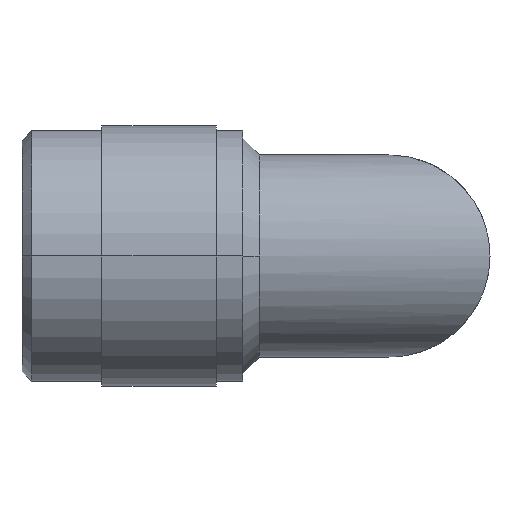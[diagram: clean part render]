
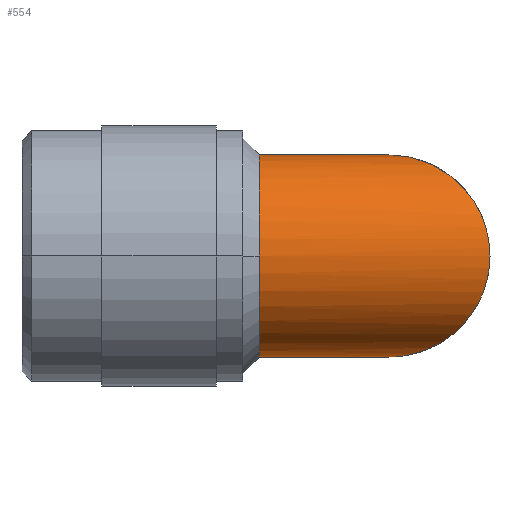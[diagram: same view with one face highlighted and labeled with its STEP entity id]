
A CAD part, front view. The second image highlights one B-rep face of the part: STEP entity #554.
In plain terms, the highlighted cylindrical face has radius 7.772 mm (diameter 15.545 mm), a partial arc.
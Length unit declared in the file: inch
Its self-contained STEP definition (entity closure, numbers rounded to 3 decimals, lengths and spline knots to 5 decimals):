
#56 = CARTESIAN_POINT ( 'NONE',  ( 0., -0.95345, 0.306 ) ) ;
#87 = CIRCLE ( 'NONE', #3654, 0.306 ) ;
#112 = CARTESIAN_POINT ( 'NONE',  ( -0.393, -1.25945, 0. ) ) ;
#197 = DIRECTION ( 'NONE',  ( -1., 0., 0. ) ) ;
#217 = CARTESIAN_POINT ( 'NONE',  ( 0., -0.95345, 0.306 ) ) ;
#267 = CARTESIAN_POINT ( 'NONE',  ( -0.393, -0.95345, 0. ) ) ;
#286 = CARTESIAN_POINT ( 'NONE',  ( 0., -0.95345, -0.306 ) ) ;
#463 = DIRECTION ( 'NONE',  ( -1., 0., 0. ) ) ;
#539 =( BOUNDED_CURVE ( )  B_SPLINE_CURVE ( 3, ( #1899, #1110, #1163, #3627 ),
 .UNSPECIFIED., .F., .T. ) 
 B_SPLINE_CURVE_WITH_KNOTS ( ( 4, 4 ),
 ( 3.14159, 4.71239 ),
 .UNSPECIFIED. ) 
 CURVE ( )  GEOMETRIC_REPRESENTATION_ITEM ( )  RATIONAL_B_SPLINE_CURVE ( ( 1., 0.805, 0.805, 1. ) ) 
 REPRESENTATION_ITEM ( '' )  );
#541 = CARTESIAN_POINT ( 'NONE',  ( 0., -0.95345, 0. ) ) ;
#554 = ADVANCED_FACE ( 'NONE', ( #4315 ), #5156, .T. ) ;
#566 = DIRECTION ( 'NONE',  ( -1., 0., 0. ) ) ;
#620 = VERTEX_POINT ( 'NONE', #1404 ) ;
#722 = EDGE_CURVE ( 'NONE', #5115, #620, #4415, .T. ) ;
#939 = ORIENTED_EDGE ( 'NONE', *, *, #1094, .F. ) ;
#1004 = DIRECTION ( 'NONE',  ( -1., 0., 0. ) ) ;
#1032 = CIRCLE ( 'NONE', #4438, 0.306 ) ;
#1082 = VERTEX_POINT ( 'NONE', #3314 ) ;
#1094 = EDGE_CURVE ( 'NONE', #620, #1645, #539, .T. ) ;
#1110 = CARTESIAN_POINT ( 'NONE',  ( 0.306, -1.25945, -0.17925 ) ) ;
#1163 = CARTESIAN_POINT ( 'NONE',  ( 0.17925, -1.1327, -0.306 ) ) ;
#1404 = CARTESIAN_POINT ( 'NONE',  ( 0.306, -1.25945, 0. ) ) ;
#1438 = CARTESIAN_POINT ( 'NONE',  ( -0.393, -0.95345, 0. ) ) ;
#1527 = ORIENTED_EDGE ( 'NONE', *, *, #722, .F. ) ;
#1554 = DIRECTION ( 'NONE',  ( 0., 0., 1. ) ) ;
#1619 = ORIENTED_EDGE ( 'NONE', *, *, #3828, .F. ) ;
#1645 = VERTEX_POINT ( 'NONE', #286 ) ;
#1820 = LINE ( 'NONE', #5161, #3865 ) ;
#1899 = CARTESIAN_POINT ( 'NONE',  ( 0.306, -1.25945, 0. ) ) ;
#1949 = EDGE_CURVE ( 'NONE', #2421, #2926, #87, .T. ) ;
#2238 = DIRECTION ( 'NONE',  ( 0., 0., 1. ) ) ;
#2397 = CARTESIAN_POINT ( 'NONE',  ( 0.306, -1.25945, 0.17925 ) ) ;
#2421 = VERTEX_POINT ( 'NONE', #2858 ) ;
#2727 = AXIS2_PLACEMENT_3D ( 'NONE', #541, #566, #2238 ) ;
#2858 = CARTESIAN_POINT ( 'NONE',  ( -0.393, -0.95345, -0.306 ) ) ;
#2926 = VERTEX_POINT ( 'NONE', #112 ) ;
#2944 = ORIENTED_EDGE ( 'NONE', *, *, #4603, .F. ) ;
#3028 = EDGE_CURVE ( 'NONE', #5115, #1082, #3786, .T. ) ;
#3123 = DIRECTION ( 'NONE',  ( 0., 0., 1. ) ) ;
#3314 = CARTESIAN_POINT ( 'NONE',  ( -0.393, -0.95345, 0.306 ) ) ;
#3627 = CARTESIAN_POINT ( 'NONE',  ( 0., -0.95345, -0.306 ) ) ;
#3654 = AXIS2_PLACEMENT_3D ( 'NONE', #267, #3683, #1554 ) ;
#3669 = VECTOR ( 'NONE', #463, 39.37008 ) ;
#3683 = DIRECTION ( 'NONE',  ( -1., 0., 0. ) ) ;
#3786 = LINE ( 'NONE', #56, #3669 ) ;
#3828 = EDGE_CURVE ( 'NONE', #1645, #2421, #1820, .T. ) ;
#3865 = VECTOR ( 'NONE', #1004, 39.37008 ) ;
#4055 = ORIENTED_EDGE ( 'NONE', *, *, #3028, .T. ) ;
#4315 = FACE_OUTER_BOUND ( 'NONE', #4769, .T. ) ;
#4415 =( BOUNDED_CURVE ( )  B_SPLINE_CURVE ( 3, ( #217, #4903, #2397, #4416 ),
 .UNSPECIFIED., .F., .T. ) 
 B_SPLINE_CURVE_WITH_KNOTS ( ( 4, 4 ),
 ( 1.5708, 3.14159 ),
 .UNSPECIFIED. ) 
 CURVE ( )  GEOMETRIC_REPRESENTATION_ITEM ( )  RATIONAL_B_SPLINE_CURVE ( ( 1., 0.805, 0.805, 1. ) ) 
 REPRESENTATION_ITEM ( '' )  );
#4416 = CARTESIAN_POINT ( 'NONE',  ( 0.306, -1.25945, 0. ) ) ;
#4438 = AXIS2_PLACEMENT_3D ( 'NONE', #1438, #197, #3123 ) ;
#4603 = EDGE_CURVE ( 'NONE', #2926, #1082, #1032, .T. ) ;
#4739 = CARTESIAN_POINT ( 'NONE',  ( 0., -0.95345, 0.306 ) ) ;
#4769 = EDGE_LOOP ( 'NONE', ( #1619, #939, #1527, #4055, #2944, #4886 ) ) ;
#4886 = ORIENTED_EDGE ( 'NONE', *, *, #1949, .F. ) ;
#4903 = CARTESIAN_POINT ( 'NONE',  ( 0.17925, -1.1327, 0.306 ) ) ;
#5115 = VERTEX_POINT ( 'NONE', #4739 ) ;
#5156 = CYLINDRICAL_SURFACE ( 'NONE', #2727, 0.306 ) ;
#5161 = CARTESIAN_POINT ( 'NONE',  ( 0., -0.95345, -0.306 ) ) ;
